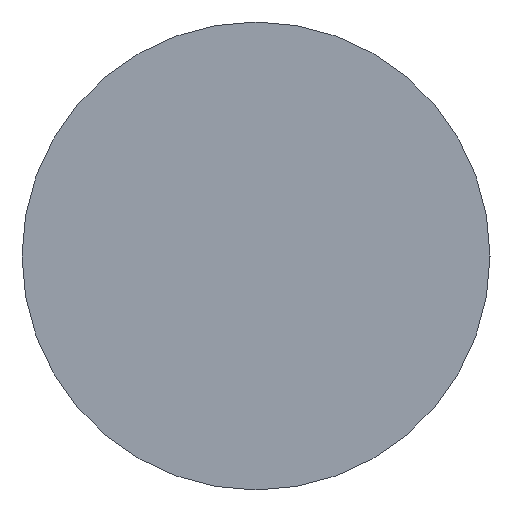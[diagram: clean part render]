
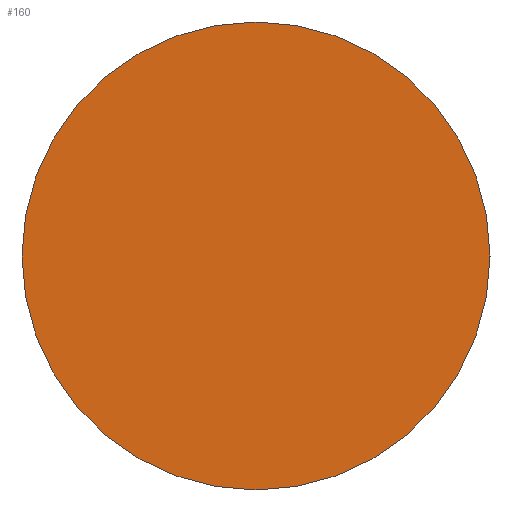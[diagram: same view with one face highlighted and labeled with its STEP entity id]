
A CAD part, left-side view. The second image highlights one B-rep face of the part: STEP entity #160.
In plain terms, the highlighted planar face has unit normal (-1, 0, 0).
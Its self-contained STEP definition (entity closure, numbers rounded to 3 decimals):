
#2 = CIRCLE ( 'NONE', #162, 20. ) ;
#11 = DIRECTION ( 'NONE',  ( -1., 0., 0. ) ) ;
#18 = DIRECTION ( 'NONE',  ( 1., 0., 0. ) ) ;
#26 = DIRECTION ( 'NONE',  ( -1., 0., 0. ) ) ;
#31 = CARTESIAN_POINT ( 'NONE',  ( 389.309, 98.702, 0. ) ) ;
#33 = VERTEX_POINT ( 'NONE', #67 ) ;
#55 = DIRECTION ( 'NONE',  ( 0., 0., -1. ) ) ;
#67 = CARTESIAN_POINT ( 'NONE',  ( 389.309, 98.702, 20. ) ) ;
#74 = FACE_OUTER_BOUND ( 'NONE', #109, .T. ) ;
#78 = AXIS2_PLACEMENT_3D ( 'NONE', #168, #18, #55 ) ;
#87 = CARTESIAN_POINT ( 'NONE',  ( 389.309, 98.702, -20. ) ) ;
#91 = ORIENTED_EDGE ( 'NONE', *, *, #119, .T. ) ;
#93 = EDGE_CURVE ( 'NONE', #161, #33, #2, .T. ) ;
#98 = CARTESIAN_POINT ( 'NONE',  ( 389.309, 98.702, 0. ) ) ;
#101 = DIRECTION ( 'NONE',  ( 0., 0., 1. ) ) ;
#109 = EDGE_LOOP ( 'NONE', ( #91, #153 ) ) ;
#119 = EDGE_CURVE ( 'NONE', #33, #161, #175, .T. ) ;
#128 = PLANE ( 'NONE',  #78 ) ;
#136 = AXIS2_PLACEMENT_3D ( 'NONE', #98, #26, #101 ) ;
#153 = ORIENTED_EDGE ( 'NONE', *, *, #93, .T. ) ;
#160 = ADVANCED_FACE ( 'NONE', ( #74 ), #128, .F. ) ;
#161 = VERTEX_POINT ( 'NONE', #87 ) ;
#162 = AXIS2_PLACEMENT_3D ( 'NONE', #31, #11, #169 ) ;
#168 = CARTESIAN_POINT ( 'NONE',  ( 389.309, 98.702, 0. ) ) ;
#169 = DIRECTION ( 'NONE',  ( 0., 0., 1. ) ) ;
#175 = CIRCLE ( 'NONE', #136, 20. ) ;
